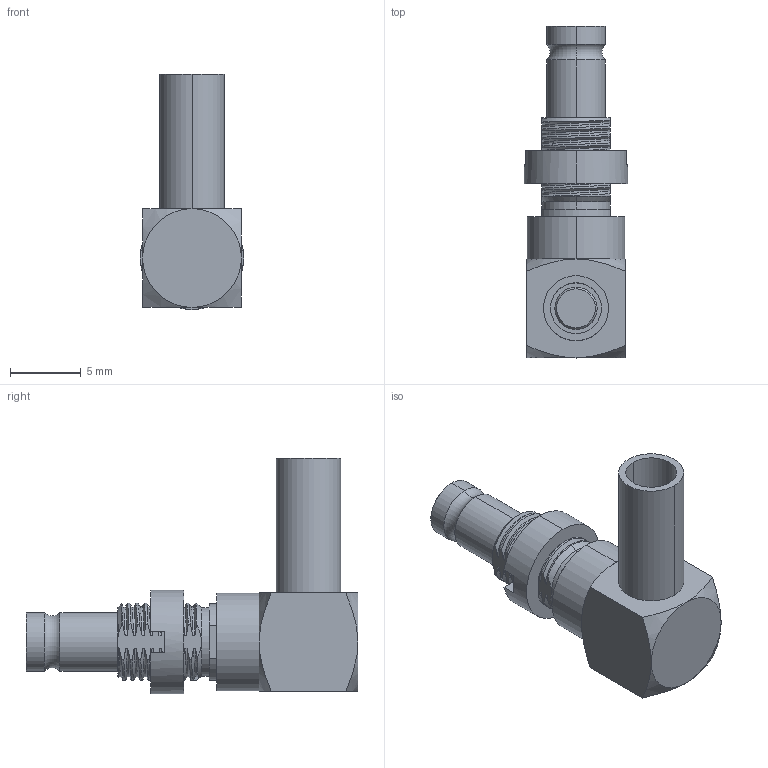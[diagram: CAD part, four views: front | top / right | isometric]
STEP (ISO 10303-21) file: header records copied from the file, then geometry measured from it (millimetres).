
FILE_DESCRIPTION((''),'2;1');
FILE_NAME('2','2021-09-02T',('Administrator'),(''),'PRO/ENGINEER BY PARAMETRIC TECHNOLOGY CORPORATION, 2012090','PRO/ENGINEER BY PARAMETRIC TECHNOLOGY CORPORATION, 2012090','');
FILE_SCHEMA(('CONFIG_CONTROL_DESIGN'));
Length unit declared in the file: millimetre
Products named in the file (1): 2
Bounding box: 7.32 x 23.5 x 16.65 mm (x, y, z)
Volume: 790.1 mm3; surface area: 1005.9 mm2
Topology: 1 solids, 1 shells, 159 faces, 423 edges, 274 vertices
Faces by surface type: bspline 62, plane 38, cylinder 36, cone 21, torus 2
Entity records: 13427 total; most frequent: CARTESIAN_POINT 9903, ORIENTED_EDGE 842, DIRECTION 525, EDGE_CURVE 421, VERTEX_POINT 274, AXIS2_PLACEMENT_3D 186, B_SPLINE_CURVE_WITH_KNOTS 179, EDGE_LOOP 169
